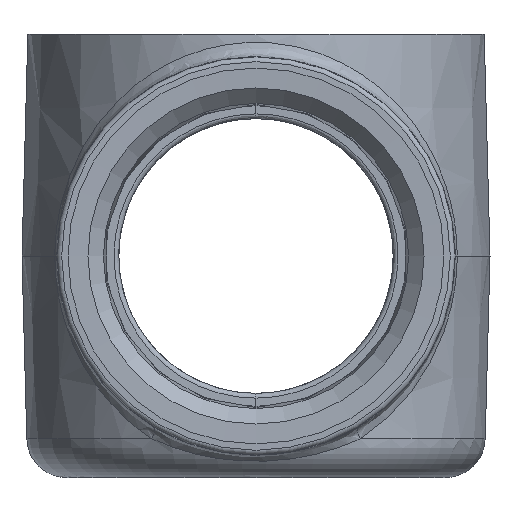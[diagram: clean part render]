
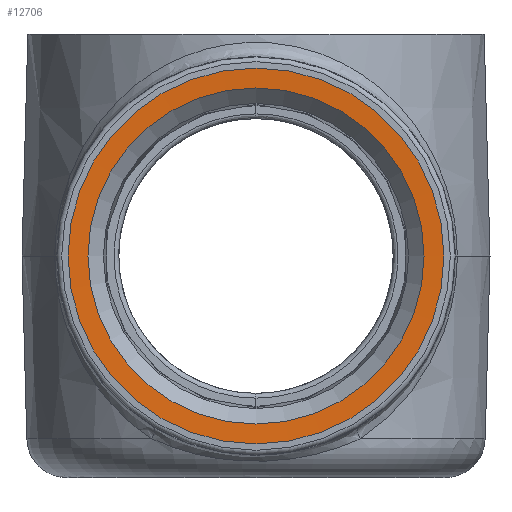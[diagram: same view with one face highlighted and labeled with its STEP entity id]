
A CAD part, left-side view. The second image highlights one B-rep face of the part: STEP entity #12706.
In plain terms, the highlighted conical face has half-angle 88.007 degrees and reference radius 56.756 mm.
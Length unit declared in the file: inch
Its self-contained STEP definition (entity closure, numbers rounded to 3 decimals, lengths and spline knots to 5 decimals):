
#2189=FACE_OUTER_BOUND('',#2985,.T.);
#2985=EDGE_LOOP('',(#11848,#11849,#11850,#11851,#11852,#11853));
#3840=LINE('',#37637,#4692);
#4692=VECTOR('',#16267,2.2345);
#4935=CIRCLE('',#13266,2.3595);
#4936=CIRCLE('',#13267,2.3595);
#5022=CIRCLE('',#13625,2.1095);
#5023=CIRCLE('',#13626,2.1095);
#5590=VERTEX_POINT('',#25732);
#5591=VERTEX_POINT('',#25734);
#6221=VERTEX_POINT('',#37636);
#6222=VERTEX_POINT('',#37638);
#7067=EDGE_CURVE('',#5591,#5590,#4935,.T.);
#7068=EDGE_CURVE('',#5590,#5591,#4936,.T.);
#8105=EDGE_CURVE('',#5590,#6221,#3840,.T.);
#8106=EDGE_CURVE('',#6222,#6221,#5022,.T.);
#8107=EDGE_CURVE('',#6221,#6222,#5023,.T.);
#11848=ORIENTED_EDGE('',*,*,#7067,.T.);
#11849=ORIENTED_EDGE('',*,*,#8105,.T.);
#11850=ORIENTED_EDGE('',*,*,#8106,.F.);
#11851=ORIENTED_EDGE('',*,*,#8107,.F.);
#11852=ORIENTED_EDGE('',*,*,#8105,.F.);
#11853=ORIENTED_EDGE('',*,*,#7068,.T.);
#11966=CONICAL_SURFACE('',#13624,2.2345,1.536);
#12706=ADVANCED_FACE('',(#2189),#11966,.F.);
#13266=AXIS2_PLACEMENT_3D('',#25735,#14981,#14982);
#13267=AXIS2_PLACEMENT_3D('',#25736,#14983,#14984);
#13624=AXIS2_PLACEMENT_3D('',#37635,#16265,#16266);
#13625=AXIS2_PLACEMENT_3D('',#37639,#16268,#16269);
#13626=AXIS2_PLACEMENT_3D('',#37640,#16270,#16271);
#14981=DIRECTION('center_axis',(-1.,0.,0.));
#14982=DIRECTION('ref_axis',(0.,0.,-1.));
#14983=DIRECTION('center_axis',(-1.,0.,0.));
#14984=DIRECTION('ref_axis',(0.,0.,-1.));
#16265=DIRECTION('center_axis',(-1.,0.,0.));
#16266=DIRECTION('ref_axis',(0.,0.,-1.));
#16267=DIRECTION('',(0.035,0.,-0.999));
#16268=DIRECTION('center_axis',(-1.,0.,0.));
#16269=DIRECTION('ref_axis',(0.,0.,1.));
#16270=DIRECTION('center_axis',(-1.,0.,0.));
#16271=DIRECTION('ref_axis',(0.,0.,1.));
#25732=CARTESIAN_POINT('',(-17.875,0.,2.3595));
#25734=CARTESIAN_POINT('',(-17.875,0.,-2.3595));
#25735=CARTESIAN_POINT('Origin',(-17.875,0.,0.));
#25736=CARTESIAN_POINT('Origin',(-17.875,0.,0.));
#37635=CARTESIAN_POINT('Origin',(-17.87065,0.,0.));
#37636=CARTESIAN_POINT('',(-17.8663,0.,2.1095));
#37637=CARTESIAN_POINT('',(-17.87065,0.,2.2345));
#37638=CARTESIAN_POINT('',(-17.8663,0.,-2.1095));
#37639=CARTESIAN_POINT('Origin',(-17.8663,0.,0.));
#37640=CARTESIAN_POINT('Origin',(-17.8663,0.,0.));
